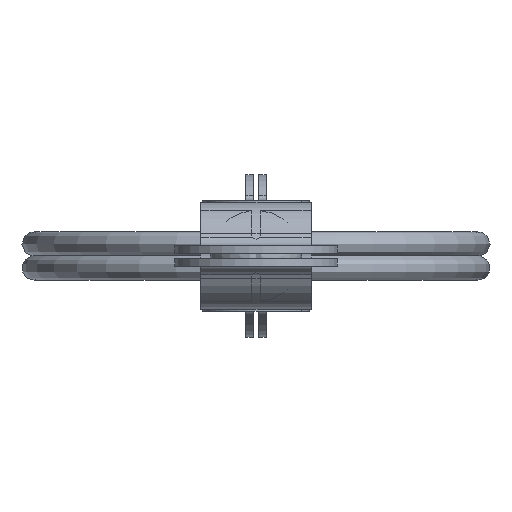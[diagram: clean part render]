
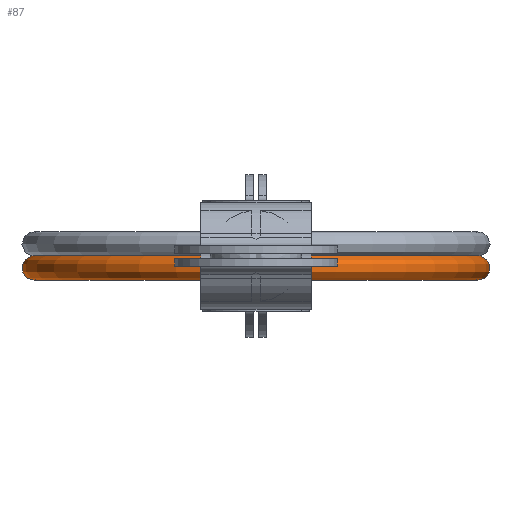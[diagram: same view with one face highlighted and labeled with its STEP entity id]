
A CAD part, left-side view. The second image highlights one B-rep face of the part: STEP entity #87.
In plain terms, the highlighted toroidal (fillet/blend) face has major radius 10.9 mm and minor radius 0.6 mm.
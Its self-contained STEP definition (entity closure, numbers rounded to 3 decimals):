
#87 = ADVANCED_FACE( '', ( #224, #225, #226, #227, #228 ), #229, .T. );
#224 = FACE_BOUND( '', #433, .T. );
#225 = FACE_OUTER_BOUND( '', #434, .T. );
#226 = FACE_BOUND( '', #435, .T. );
#227 = FACE_OUTER_BOUND( '', #436, .T. );
#228 = FACE_BOUND( '', #437, .T. );
#229 = TOROIDAL_SURFACE( '', #438, 10.9, 0.6 );
#433 = VERTEX_LOOP( '', #650 );
#434 = EDGE_LOOP( '', ( #651 ) );
#435 = EDGE_LOOP( '', ( #652, #653, #654, #655 ) );
#436 = EDGE_LOOP( '', ( #656 ) );
#437 = EDGE_LOOP( '', ( #657, #658, #659, #660 ) );
#438 = AXIS2_PLACEMENT_3D( '', #661, #662, #663 );
#650 = VERTEX_POINT( '', #1189 );
#651 = ORIENTED_EDGE( '', *, *, #1190, .T. );
#652 = ORIENTED_EDGE( '', *, *, #1191, .F. );
#653 = ORIENTED_EDGE( '', *, *, #1192, .T. );
#654 = ORIENTED_EDGE( '', *, *, #1193, .F. );
#655 = ORIENTED_EDGE( '', *, *, #1194, .T. );
#656 = ORIENTED_EDGE( '', *, *, #1195, .F. );
#657 = ORIENTED_EDGE( '', *, *, #1196, .F. );
#658 = ORIENTED_EDGE( '', *, *, #1197, .T. );
#659 = ORIENTED_EDGE( '', *, *, #1198, .F. );
#660 = ORIENTED_EDGE( '', *, *, #1199, .T. );
#661 = CARTESIAN_POINT( '', ( 512.8, 0., -0.59 ) );
#662 = DIRECTION( '', ( 0., 0., -1. ) );
#663 = DIRECTION( '', ( -1., 0., 0. ) );
#1189 = CARTESIAN_POINT( '', ( 501.3, 0., -0.59 ) );
#1190 = EDGE_CURVE( '', #1420, #1420, #1421, .T. );
#1191 = EDGE_CURVE( '', #1422, #1423, #1424, .T. );
#1192 = EDGE_CURVE( '', #1422, #1425, #1426, .T. );
#1193 = EDGE_CURVE( '', #1427, #1425, #1428, .T. );
#1194 = EDGE_CURVE( '', #1427, #1423, #1429, .T. );
#1195 = EDGE_CURVE( '', #1430, #1430, #1431, .T. );
#1196 = EDGE_CURVE( '', #1432, #1433, #1434, .T. );
#1197 = EDGE_CURVE( '', #1432, #1435, #1436, .T. );
#1198 = EDGE_CURVE( '', #1437, #1435, #1438, .T. );
#1199 = EDGE_CURVE( '', #1437, #1433, #1439, .T. );
#1420 = VERTEX_POINT( '', #1759 );
#1421 = CIRCLE( '', #1760, 11.009 );
#1422 = VERTEX_POINT( '', #1761 );
#1423 = VERTEX_POINT( '', #1762 );
#1424 = B_SPLINE_CURVE_WITH_KNOTS( '', 3, ( #1763, #1764, #1765, #1766, #1767, #1768 ), .UNSPECIFIED., .F., .F., ( 4, 2, 4 ), ( 0.002, 0.002, 0.003 ), .UNSPECIFIED. );
#1425 = VERTEX_POINT( '', #1769 );
#1426 = B_SPLINE_CURVE_WITH_KNOTS( '', 3, ( #1770, #1771, #1772, #1773 ), .UNSPECIFIED., .F., .F., ( 4, 4 ), ( 0., 0. ), .UNSPECIFIED. );
#1427 = VERTEX_POINT( '', #1774 );
#1428 = B_SPLINE_CURVE_WITH_KNOTS( '', 3, ( #1775, #1776, #1777, #1778, #1779, #1780 ), .UNSPECIFIED., .F., .F., ( 4, 2, 4 ), ( 0.001, 0.001, 0.002 ), .UNSPECIFIED. );
#1429 = B_SPLINE_CURVE_WITH_KNOTS( '', 3, ( #1781, #1782, #1783, #1784 ), .UNSPECIFIED., .F., .F., ( 4, 4 ), ( 0., 0. ), .UNSPECIFIED. );
#1430 = VERTEX_POINT( '', #1785 );
#1431 = CIRCLE( '', #1786, 10.791 );
#1432 = VERTEX_POINT( '', #1787 );
#1433 = VERTEX_POINT( '', #1788 );
#1434 = B_SPLINE_CURVE_WITH_KNOTS( '', 3, ( #1789, #1790, #1791, #1792, #1793, #1794 ), .UNSPECIFIED., .F., .F., ( 4, 2, 4 ), ( 0.002, 0.002, 0.003 ), .UNSPECIFIED. );
#1435 = VERTEX_POINT( '', #1795 );
#1436 = B_SPLINE_CURVE_WITH_KNOTS( '', 3, ( #1796, #1797, #1798, #1799 ), .UNSPECIFIED., .F., .F., ( 4, 4 ), ( 0., 0. ), .UNSPECIFIED. );
#1437 = VERTEX_POINT( '', #1800 );
#1438 = B_SPLINE_CURVE_WITH_KNOTS( '', 3, ( #1801, #1802, #1803, #1804, #1805, #1806 ), .UNSPECIFIED., .F., .F., ( 4, 2, 4 ), ( 0.001, 0.001, 0.002 ), .UNSPECIFIED. );
#1439 = B_SPLINE_CURVE_WITH_KNOTS( '', 3, ( #1807, #1808, #1809, #1810 ), .UNSPECIFIED., .F., .F., ( 4, 4 ), ( 0., 0. ), .UNSPECIFIED. );
#1759 = CARTESIAN_POINT( '', ( 501.791, 0., 0. ) );
#1760 = AXIS2_PLACEMENT_3D( '', #2295, #2296, #2297 );
#1761 = CARTESIAN_POINT( '', ( 502.472, -0.5, -0.374 ) );
#1762 = CARTESIAN_POINT( '', ( 502.253, -0.5, -1.084 ) );
#1763 = CARTESIAN_POINT( '', ( 502.472, -0.5, -0.374 ) );
#1764 = CARTESIAN_POINT( '', ( 502.52, -0.5, -0.5 ) );
#1765 = CARTESIAN_POINT( '', ( 502.525, -0.5, -0.638 ) );
#1766 = CARTESIAN_POINT( '', ( 502.446, -0.5, -0.895 ) );
#1767 = CARTESIAN_POINT( '', ( 502.364, -0.5, -1.007 ) );
#1768 = CARTESIAN_POINT( '', ( 502.253, -0.5, -1.084 ) );
#1769 = CARTESIAN_POINT( '', ( 502.468, -0.13, -0.396 ) );
#1770 = CARTESIAN_POINT( '', ( 502.472, -0.5, -0.374 ) );
#1771 = CARTESIAN_POINT( '', ( 502.47, -0.377, -0.385 ) );
#1772 = CARTESIAN_POINT( '', ( 502.469, -0.254, -0.393 ) );
#1773 = CARTESIAN_POINT( '', ( 502.468, -0.13, -0.396 ) );
#1774 = CARTESIAN_POINT( '', ( 502.259, -0.13, -1.072 ) );
#1775 = CARTESIAN_POINT( '', ( 502.259, -0.13, -1.072 ) );
#1776 = CARTESIAN_POINT( '', ( 502.36, -0.13, -0.996 ) );
#1777 = CARTESIAN_POINT( '', ( 502.437, -0.13, -0.888 ) );
#1778 = CARTESIAN_POINT( '', ( 502.511, -0.13, -0.648 ) );
#1779 = CARTESIAN_POINT( '', ( 502.509, -0.13, -0.514 ) );
#1780 = CARTESIAN_POINT( '', ( 502.468, -0.13, -0.396 ) );
#1781 = CARTESIAN_POINT( '', ( 502.259, -0.13, -1.072 ) );
#1782 = CARTESIAN_POINT( '', ( 502.258, -0.253, -1.073 ) );
#1783 = CARTESIAN_POINT( '', ( 502.256, -0.377, -1.078 ) );
#1784 = CARTESIAN_POINT( '', ( 502.253, -0.5, -1.084 ) );
#1785 = CARTESIAN_POINT( '', ( 502.009, 0., 0. ) );
#1786 = AXIS2_PLACEMENT_3D( '', #2298, #2299, #2300 );
#1787 = CARTESIAN_POINT( '', ( 502.468, 0.13, -0.396 ) );
#1788 = CARTESIAN_POINT( '', ( 502.259, 0.13, -1.072 ) );
#1789 = CARTESIAN_POINT( '', ( 502.468, 0.13, -0.396 ) );
#1790 = CARTESIAN_POINT( '', ( 502.509, 0.13, -0.515 ) );
#1791 = CARTESIAN_POINT( '', ( 502.512, 0.13, -0.646 ) );
#1792 = CARTESIAN_POINT( '', ( 502.436, 0.13, -0.889 ) );
#1793 = CARTESIAN_POINT( '', ( 502.36, 0.13, -0.996 ) );
#1794 = CARTESIAN_POINT( '', ( 502.259, 0.13, -1.072 ) );
#1795 = CARTESIAN_POINT( '', ( 502.472, 0.5, -0.374 ) );
#1796 = CARTESIAN_POINT( '', ( 502.468, 0.13, -0.396 ) );
#1797 = CARTESIAN_POINT( '', ( 502.469, 0.254, -0.393 ) );
#1798 = CARTESIAN_POINT( '', ( 502.47, 0.377, -0.385 ) );
#1799 = CARTESIAN_POINT( '', ( 502.472, 0.5, -0.374 ) );
#1800 = CARTESIAN_POINT( '', ( 502.253, 0.5, -1.084 ) );
#1801 = CARTESIAN_POINT( '', ( 502.253, 0.5, -1.084 ) );
#1802 = CARTESIAN_POINT( '', ( 502.362, 0.5, -1.008 ) );
#1803 = CARTESIAN_POINT( '', ( 502.446, 0.5, -0.894 ) );
#1804 = CARTESIAN_POINT( '', ( 502.525, 0.5, -0.64 ) );
#1805 = CARTESIAN_POINT( '', ( 502.52, 0.5, -0.498 ) );
#1806 = CARTESIAN_POINT( '', ( 502.472, 0.5, -0.374 ) );
#1807 = CARTESIAN_POINT( '', ( 502.253, 0.5, -1.084 ) );
#1808 = CARTESIAN_POINT( '', ( 502.256, 0.377, -1.078 ) );
#1809 = CARTESIAN_POINT( '', ( 502.258, 0.253, -1.073 ) );
#1810 = CARTESIAN_POINT( '', ( 502.259, 0.13, -1.072 ) );
#2295 = CARTESIAN_POINT( '', ( 512.8, 0., 0. ) );
#2296 = DIRECTION( '', ( 0., 0., -1. ) );
#2297 = DIRECTION( '', ( -1., 0., 0. ) );
#2298 = CARTESIAN_POINT( '', ( 512.8, 0., 0. ) );
#2299 = DIRECTION( '', ( 0., 0., -1. ) );
#2300 = DIRECTION( '', ( -1., 0., 0. ) );
